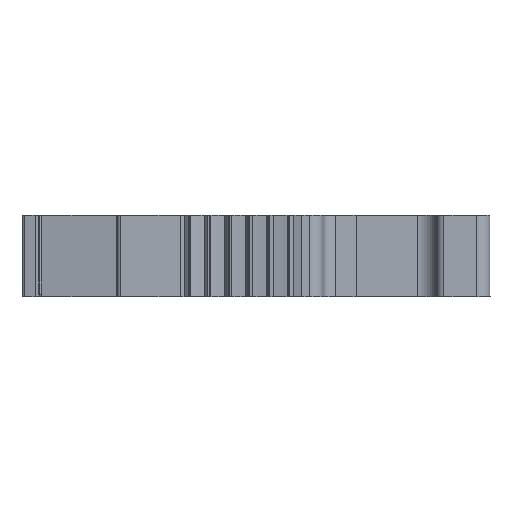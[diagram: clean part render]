
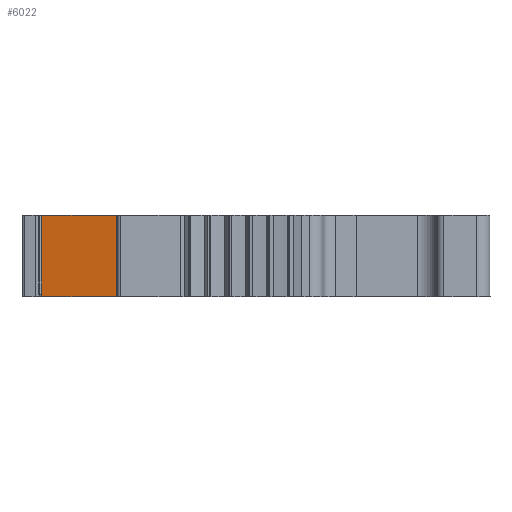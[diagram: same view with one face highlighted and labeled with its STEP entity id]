
A CAD part, front view. The second image highlights one B-rep face of the part: STEP entity #6022.
In plain terms, the highlighted planar face has unit normal (-0.174, -0.985, 0).
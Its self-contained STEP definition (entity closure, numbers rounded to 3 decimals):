
#5661=CARTESIAN_POINT('',(-34.373,-25.302,-2.219));
#5662=VERTEX_POINT('',#5661);
#5663=CARTESIAN_POINT('',(-34.373,-25.302,3.731));
#5664=VERTEX_POINT('',#5663);
#5665=CARTESIAN_POINT('',(-34.373,-25.302,-2.219));
#5666=DIRECTION('',(0.,0.,1.));
#5667=VECTOR('',#5666,5.95);
#5668=LINE('',#5665,#5667);
#5669=EDGE_CURVE('',#5662,#5664,#5668,.T.);
#5828=CARTESIAN_POINT('',(-28.538,-26.331,-2.219));
#5829=VERTEX_POINT('',#5828);
#5836=CARTESIAN_POINT('',(-28.538,-26.331,-2.419));
#5837=VERTEX_POINT('',#5836);
#5838=CARTESIAN_POINT('',(-28.538,-26.331,-2.219));
#5839=DIRECTION('',(0.,0.,-1.));
#5840=VECTOR('',#5839,0.2);
#5841=LINE('',#5838,#5840);
#5842=EDGE_CURVE('',#5829,#5837,#5841,.T.);
#5973=CARTESIAN_POINT('',(-28.538,-26.331,3.731));
#5974=VERTEX_POINT('',#5973);
#5982=CARTESIAN_POINT('',(-28.538,-26.331,3.731));
#5983=DIRECTION('',(0.,0.,-1.));
#5984=VECTOR('',#5983,5.95);
#5985=LINE('',#5982,#5984);
#5986=EDGE_CURVE('',#5974,#5829,#5985,.T.);
#5992=CARTESIAN_POINT('',(-31.456,-25.817,0.656));
#5993=DIRECTION('',(-0.985,0.174,0.));
#5994=DIRECTION('',(-0.174,-0.985,0.));
#5995=AXIS2_PLACEMENT_3D('',#5992,#5994,#5993);
#5996=PLANE('',#5995);
#5997=ORIENTED_EDGE('',*,*,#5669,.F.);
#5998=CARTESIAN_POINT('',(-34.373,-25.302,-2.419));
#5999=VERTEX_POINT('',#5998);
#6000=CARTESIAN_POINT('',(-34.373,-25.302,-2.219));
#6001=DIRECTION('',(0.,0.,-1.));
#6002=VECTOR('',#6001,0.2);
#6003=LINE('',#6000,#6002);
#6004=EDGE_CURVE('',#5662,#5999,#6003,.T.);
#6005=ORIENTED_EDGE('E547',*,*,#6004,.T.);
#6006=CARTESIAN_POINT('',(-34.373,-25.302,-2.419));
#6007=DIRECTION('',(0.985,-0.174,0.));
#6008=VECTOR('',#6007,5.925);
#6009=LINE('',#6006,#6008);
#6010=EDGE_CURVE('',#5999,#5837,#6009,.T.);
#6011=ORIENTED_EDGE('E548',*,*,#6010,.T.);
#6012=ORIENTED_EDGE('E548',*,*,#5842,.F.);
#6013=ORIENTED_EDGE('E548',*,*,#5986,.F.);
#6014=CARTESIAN_POINT('',(-28.538,-26.331,3.731));
#6015=DIRECTION('',(-0.985,0.174,0.));
#6016=VECTOR('',#6015,5.925);
#6017=LINE('',#6014,#6016);
#6018=EDGE_CURVE('',#5974,#5664,#6017,.T.);
#6019=ORIENTED_EDGE('E549',*,*,#6018,.T.);
#6020=EDGE_LOOP('',(#5997,#6005,#6011,#6012,#6013,#6019));
#6021=FACE_OUTER_BOUND('',#6020,.T.);
#6022=ADVANCED_FACE('F181',(#6021),#5996,.T.);
